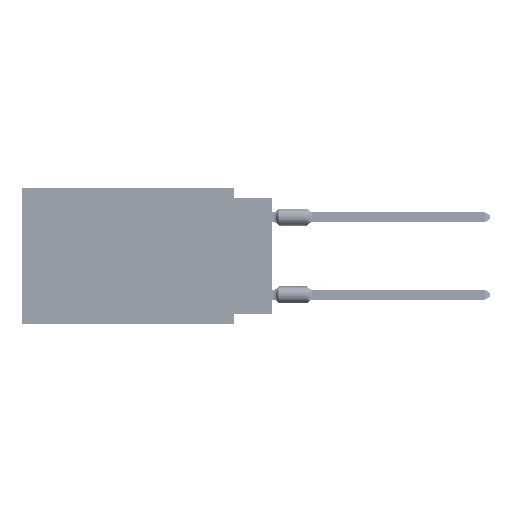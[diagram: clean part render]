
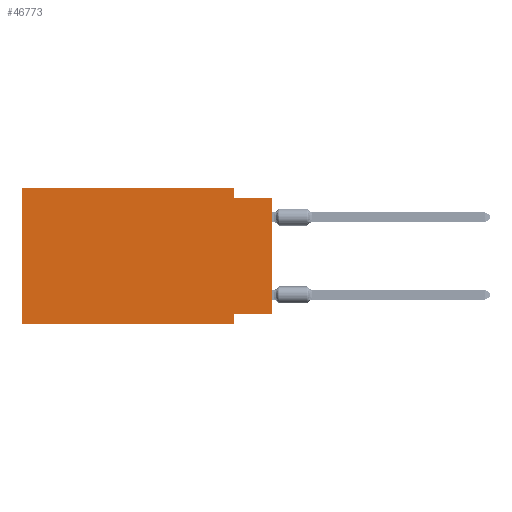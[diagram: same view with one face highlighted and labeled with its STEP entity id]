
A CAD part, left-side view. The second image highlights one B-rep face of the part: STEP entity #46773.
In plain terms, the highlighted planar face has unit normal (-1, 0, 0).
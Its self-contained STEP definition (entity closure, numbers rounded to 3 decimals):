
#452 = CARTESIAN_POINT ( 'NONE',  ( 0., 2.54, -8.89 ) ) ;
#1404 = ORIENTED_EDGE ( 'NONE', *, *, #53163, .F. ) ;
#2125 = CARTESIAN_POINT ( 'NONE',  ( 0., 2.54, -8.89 ) ) ;
#2798 = VERTEX_POINT ( 'NONE', #23917 ) ;
#3806 = DIRECTION ( 'NONE',  ( 0., -1., 0. ) ) ;
#5351 = CARTESIAN_POINT ( 'NONE',  ( 0., 2.54, 0. ) ) ;
#5511 = LINE ( 'NONE', #11816, #60590 ) ;
#6727 = DIRECTION ( 'NONE',  ( 0., -1., 0. ) ) ;
#7050 = DIRECTION ( 'NONE',  ( 0., 0., -1. ) ) ;
#7146 = CARTESIAN_POINT ( 'NONE',  ( 0., 16.383, -8.89 ) ) ;
#7674 = EDGE_LOOP ( 'NONE', ( #63933, #35449, #48360, #16844, #1404, #15898, #39470, #41119 ) ) ;
#11816 = CARTESIAN_POINT ( 'NONE',  ( 0., 0., 0. ) ) ;
#12169 = EDGE_CURVE ( 'NONE', #17924, #78056, #62928, .T. ) ;
#14229 = LINE ( 'NONE', #70143, #34434 ) ;
#15746 = VERTEX_POINT ( 'NONE', #49109 ) ;
#15898 = ORIENTED_EDGE ( 'NONE', *, *, #45168, .T. ) ;
#16825 = CARTESIAN_POINT ( 'NONE',  ( 0., 16.383, 0. ) ) ;
#16844 = ORIENTED_EDGE ( 'NONE', *, *, #36098, .F. ) ;
#17924 = VERTEX_POINT ( 'NONE', #41967 ) ;
#18778 = VECTOR ( 'NONE', #6727, 1000. ) ;
#19255 = DIRECTION ( 'NONE',  ( 1., 0., 0. ) ) ;
#19297 = DIRECTION ( 'NONE',  ( 0., -1., 0. ) ) ;
#23128 = LINE ( 'NONE', #54217, #55625 ) ;
#23917 = CARTESIAN_POINT ( 'NONE',  ( 0., 0., -8.255 ) ) ;
#24377 = LINE ( 'NONE', #16825, #49952 ) ;
#26797 = PLANE ( 'NONE',  #76671 ) ;
#28517 = VERTEX_POINT ( 'NONE', #37055 ) ;
#28715 = VERTEX_POINT ( 'NONE', #2125 ) ;
#29025 = DIRECTION ( 'NONE',  ( 0., 1., 0. ) ) ;
#29468 = CARTESIAN_POINT ( 'NONE',  ( 0., 2.54, -0.635 ) ) ;
#32632 = VECTOR ( 'NONE', #52150, 1000. ) ;
#32651 = VECTOR ( 'NONE', #37448, 1000. ) ;
#34434 = VECTOR ( 'NONE', #19297, 1000. ) ;
#35449 = ORIENTED_EDGE ( 'NONE', *, *, #71239, .F. ) ;
#36098 = EDGE_CURVE ( 'NONE', #28517, #17924, #24377, .T. ) ;
#37055 = CARTESIAN_POINT ( 'NONE',  ( 0., 16.383, 0. ) ) ;
#37151 = DIRECTION ( 'NONE',  ( 0., 0., 1. ) ) ;
#37448 = DIRECTION ( 'NONE',  ( 0., 0., -1. ) ) ;
#37851 = LINE ( 'NONE', #64303, #18778 ) ;
#37981 = CARTESIAN_POINT ( 'NONE',  ( 0., 16.383, 0. ) ) ;
#39414 = FACE_OUTER_BOUND ( 'NONE', #7674, .T. ) ;
#39470 = ORIENTED_EDGE ( 'NONE', *, *, #56022, .F. ) ;
#41119 = ORIENTED_EDGE ( 'NONE', *, *, #56798, .F. ) ;
#41967 = CARTESIAN_POINT ( 'NONE',  ( 0., 2.54, 0. ) ) ;
#45163 = VERTEX_POINT ( 'NONE', #7146 ) ;
#45168 = EDGE_CURVE ( 'NONE', #45163, #28715, #37851, .T. ) ;
#46773 = ADVANCED_FACE ( 'NONE', ( #39414 ), #26797, .F. ) ;
#46886 = CARTESIAN_POINT ( 'NONE',  ( 0., 0., -0.635 ) ) ;
#47434 = EDGE_CURVE ( 'NONE', #2798, #60113, #5511, .T. ) ;
#48360 = ORIENTED_EDGE ( 'NONE', *, *, #12169, .F. ) ;
#49109 = CARTESIAN_POINT ( 'NONE',  ( 0., 2.54, -8.255 ) ) ;
#49952 = VECTOR ( 'NONE', #3806, 1000. ) ;
#52150 = DIRECTION ( 'NONE',  ( 0., 0., -1. ) ) ;
#53163 = EDGE_CURVE ( 'NONE', #45163, #28517, #67431, .T. ) ;
#54217 = CARTESIAN_POINT ( 'NONE',  ( 0., 0., -8.255 ) ) ;
#55625 = VECTOR ( 'NONE', #29025, 1000. ) ;
#56022 = EDGE_CURVE ( 'NONE', #15746, #28715, #58032, .T. ) ;
#56369 = DIRECTION ( 'NONE',  ( 0., 0., 1. ) ) ;
#56798 = EDGE_CURVE ( 'NONE', #2798, #15746, #23128, .T. ) ;
#58032 = LINE ( 'NONE', #452, #32651 ) ;
#60113 = VERTEX_POINT ( 'NONE', #46886 ) ;
#60590 = VECTOR ( 'NONE', #56369, 1000. ) ;
#62928 = LINE ( 'NONE', #5351, #32632 ) ;
#63933 = ORIENTED_EDGE ( 'NONE', *, *, #47434, .T. ) ;
#64303 = CARTESIAN_POINT ( 'NONE',  ( 0., 16.383, -8.89 ) ) ;
#67431 = LINE ( 'NONE', #37981, #82039 ) ;
#70143 = CARTESIAN_POINT ( 'NONE',  ( 0., 0., -0.635 ) ) ;
#71239 = EDGE_CURVE ( 'NONE', #78056, #60113, #14229, .T. ) ;
#76671 = AXIS2_PLACEMENT_3D ( 'NONE', #77649, #19255, #7050 ) ;
#77649 = CARTESIAN_POINT ( 'NONE',  ( 0., 16.383, 0. ) ) ;
#78056 = VERTEX_POINT ( 'NONE', #29468 ) ;
#82039 = VECTOR ( 'NONE', #37151, 1000. ) ;
